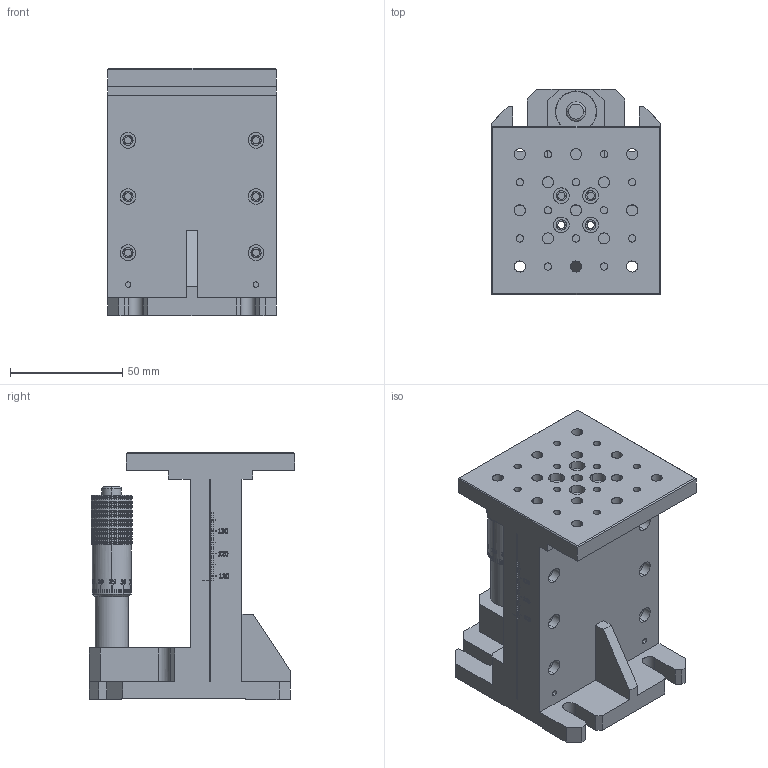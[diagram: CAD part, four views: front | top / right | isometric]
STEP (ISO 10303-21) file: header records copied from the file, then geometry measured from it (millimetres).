
FILE_DESCRIPTION(/* description */ (''),/* implementation_level */ '2;1');
FILE_NAME(/* name */ '02_VTzM',/* time_stamp */ '2025-04-15T16:20:31+03:00',/* author */ (''),/* organization */ (''),/* preprocessor_version */ 'ST-DEVELOPER v16.5',/* originating_system */ 'Rhino 7.34',/* authorisation */ '');
FILE_SCHEMA (('AUTOMOTIVE_DESIGN'));
Products named in the file (1): Document
Bounding box: 75 x 91.5 x 110 mm (x, y, z)
Volume: 268278.1 mm3; surface area: 86479.2 mm2
Topology: 618 solids, 618 shells, 6907 faces, 15762 edges, 10297 vertices
Faces by surface type: plane 5813, bspline 612, cylinder 482
Entity records: 177964 total; most frequent: CARTESIAN_POINT 63616, ORIENTED_EDGE 31472, EDGE_CURVE 15736, B_SPLINE_CURVE_WITH_KNOTS 14171, VERTEX_POINT 10297, EDGE_LOOP 7211, ADVANCED_FACE 6907, FACE_OUTER_BOUND 6907
